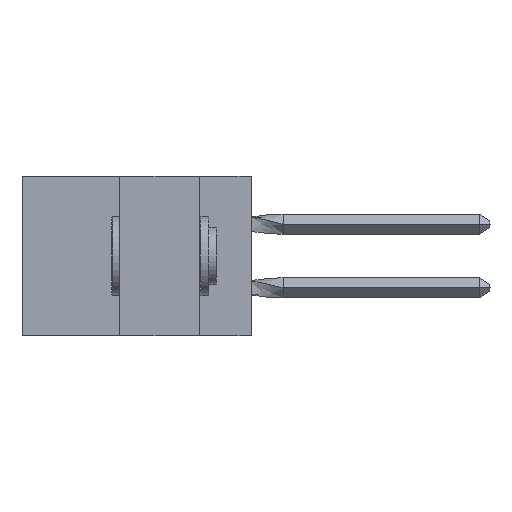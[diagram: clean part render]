
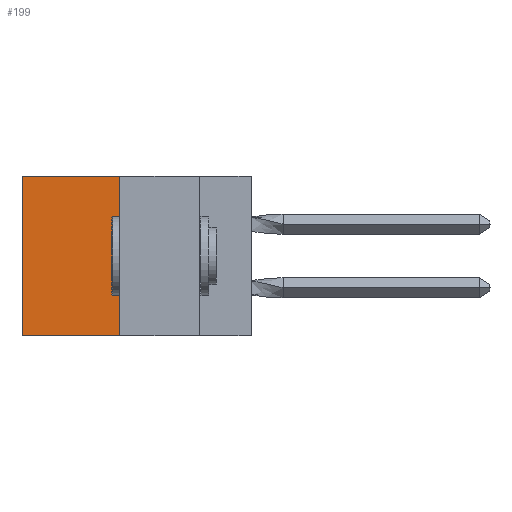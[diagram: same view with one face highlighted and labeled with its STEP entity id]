
A CAD part, left-side view. The second image highlights one B-rep face of the part: STEP entity #199.
In plain terms, the highlighted planar face has unit normal (-1, 0, 0).
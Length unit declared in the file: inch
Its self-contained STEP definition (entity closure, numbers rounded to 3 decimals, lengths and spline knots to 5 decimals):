
#199 = ADVANCED_FACE ( 'NONE', ( #28258 ), #29088, .F. ) ;
#2551 = CARTESIAN_POINT ( 'NONE',  ( 0.305, 0.72, 0. ) ) ;
#2665 = EDGE_CURVE ( 'NONE', #34141, #9054, #20213, .T. ) ;
#2894 = DIRECTION ( 'NONE',  ( 0., 0., -1. ) ) ;
#3077 = EDGE_LOOP ( 'NONE', ( #26483, #37316, #26742, #18456 ) ) ;
#3642 = VECTOR ( 'NONE', #21575, 39.37008 ) ;
#3740 = EDGE_CURVE ( 'NONE', #15911, #5704, #23630, .T. ) ;
#5704 = VERTEX_POINT ( 'NONE', #2551 ) ;
#6187 = CARTESIAN_POINT ( 'NONE',  ( 0.305, 0.413, 0. ) ) ;
#9054 = VERTEX_POINT ( 'NONE', #27260 ) ;
#10099 = DIRECTION ( 'NONE',  ( 0., 0., -1. ) ) ;
#13443 = LINE ( 'NONE', #24585, #3642 ) ;
#14305 = DIRECTION ( 'NONE',  ( 0., 1., 0. ) ) ;
#15096 = LINE ( 'NONE', #31633, #22011 ) ;
#15911 = VERTEX_POINT ( 'NONE', #39407 ) ;
#16427 = CARTESIAN_POINT ( 'NONE',  ( 0.305, 0.413, -0.5 ) ) ;
#18456 = ORIENTED_EDGE ( 'NONE', *, *, #3740, .T. ) ;
#20213 = LINE ( 'NONE', #35828, #32460 ) ;
#21575 = DIRECTION ( 'NONE',  ( 0., 0., -1. ) ) ;
#22011 = VECTOR ( 'NONE', #2894, 39.37008 ) ;
#23630 = LINE ( 'NONE', #6187, #30948 ) ;
#24585 = CARTESIAN_POINT ( 'NONE',  ( 0.305, 0.72, -0.5 ) ) ;
#26483 = ORIENTED_EDGE ( 'NONE', *, *, #34080, .T. ) ;
#26742 = ORIENTED_EDGE ( 'NONE', *, *, #30558, .F. ) ;
#27260 = CARTESIAN_POINT ( 'NONE',  ( 0.305, 0.72, -0.5 ) ) ;
#28258 = FACE_OUTER_BOUND ( 'NONE', #3077, .T. ) ;
#28572 = CARTESIAN_POINT ( 'NONE',  ( 0.305, 0.413, -0.5 ) ) ;
#28964 = DIRECTION ( 'NONE',  ( 1., 0., 0. ) ) ;
#29088 = PLANE ( 'NONE',  #39508 ) ;
#30558 = EDGE_CURVE ( 'NONE', #15911, #34141, #15096, .T. ) ;
#30948 = VECTOR ( 'NONE', #31377, 39.37008 ) ;
#31377 = DIRECTION ( 'NONE',  ( 0., 1., 0. ) ) ;
#31633 = CARTESIAN_POINT ( 'NONE',  ( 0.305, 0.413, -0.5 ) ) ;
#32460 = VECTOR ( 'NONE', #14305, 39.37008 ) ;
#34080 = EDGE_CURVE ( 'NONE', #5704, #9054, #13443, .T. ) ;
#34141 = VERTEX_POINT ( 'NONE', #28572 ) ;
#35828 = CARTESIAN_POINT ( 'NONE',  ( 0.305, 0.413, -0.5 ) ) ;
#37316 = ORIENTED_EDGE ( 'NONE', *, *, #2665, .F. ) ;
#39407 = CARTESIAN_POINT ( 'NONE',  ( 0.305, 0.413, 0. ) ) ;
#39508 = AXIS2_PLACEMENT_3D ( 'NONE', #16427, #28964, #10099 ) ;
